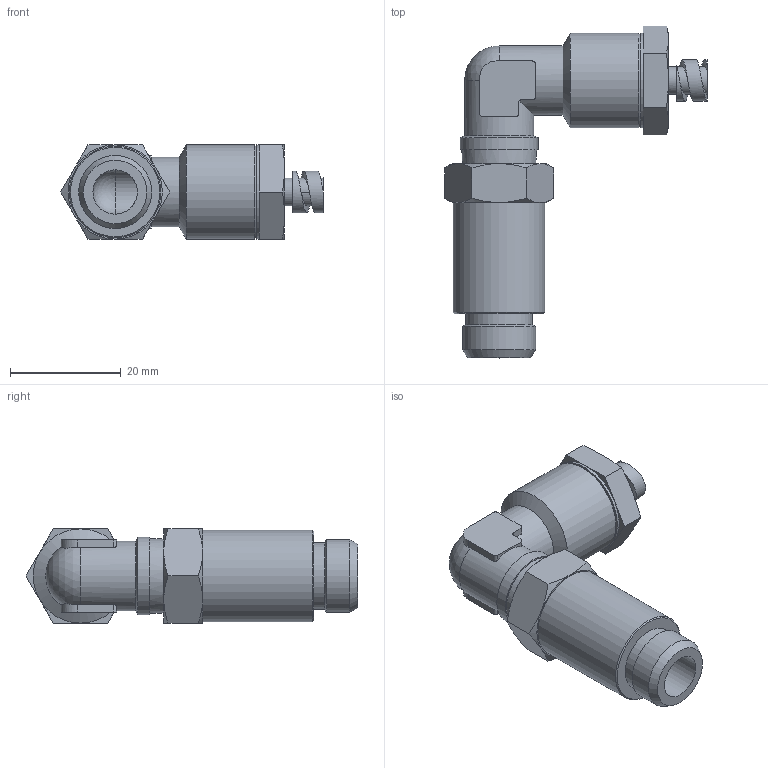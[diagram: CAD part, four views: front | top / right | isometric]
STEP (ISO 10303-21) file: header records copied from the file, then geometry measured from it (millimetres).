
FILE_DESCRIPTION(/* description */ ('Unknown','CAx-IF Rec.Pracs.---Representation and Presentation of Product Manufacturing Information (PMI)---4.0---2014-10-13','CAx-IF Rec.Pracs.---3D Tessellated Geometry---0.4---2014-09-14','2;1'),/* implementation_level */ '2;1');
FILE_NAME(/* name */ '503931_990209_14L_Fitting',/* time_stamp */ '2022-08-12T10:14:10+02:00',/* author */ ('Unknown'),/* organization */ ('Unknown'),/* preprocessor_version */ 'ST-DEVELOPER v16.7',/* originating_system */ 'Solid Edge',/* authorisation */ 'Unknown');
FILE_SCHEMA (('AP242_MANAGED_MODEL_BASED_3D_ENGINEERING_MIM_LF { 1 0 10303 442 1 1 4 }'));
Length unit declared in the file: millimetre
Products named in the file (4): 503931_990209_14L_Fitting; N 253_16; 2150006_G14; 990063-1_4_red_Kunde_S00005
Assembly tree (3 placements, depth 2):
  503931_990209_14L_Fitting
    N 253_16
    2150006_G14
    990063-1_4_red_Kunde_S00005
Bounding box: 47.31 x 59.81 x 17 mm (x, y, z)
Volume: 10938.4 mm3; surface area: 8597.4 mm2
Topology: 3 solids, 3 shells, 115 faces, 266 edges, 162 vertices
Faces by surface type: plane 46, cylinder 33, cone 32, sphere 2, bspline 2
Full cylindrical faces by diameter (mm): 4 x1, 4.3 x1, 5 x2, 8 x3, 11 x1, 11.445 x2, 12 x1, 12.5 x2, 13.157 x3, 14 x1, 16.5 x1, 17 x2
Entity records: 3878 total; most frequent: CARTESIAN_POINT 871, DIRECTION 491, ORIENTED_EDGE 442, EDGE_CURVE 221, AXIS2_PLACEMENT_3D 211, EDGE_LOOP 160, FACE_BOUND 160, VERTEX_POINT 153
